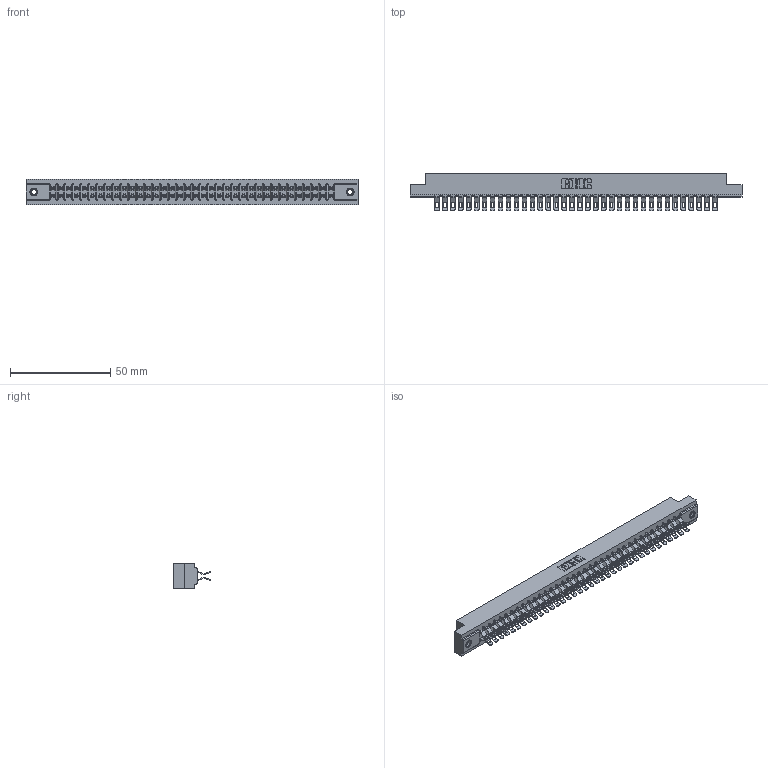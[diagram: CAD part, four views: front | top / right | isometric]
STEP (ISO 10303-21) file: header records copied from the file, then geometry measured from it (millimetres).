
FILE_DESCRIPTION (( 'STEP AP203' ), '1' );
FILE_NAME ('307-072-555-207.STEP', '2019-09-06T20:29:28', ( '' ), ( '' ), 'SwSTEP 2.0', 'SolidWorks 2016', '' );
FILE_SCHEMA (( 'CONFIG_CONTROL_DESIGN' ));
Length unit declared in the file: inch
Products named in the file (4): 307-072-555-207; 345-250-001_345-250-005-103; 307-290-001_555; 307 Part_.156 Dia Mounting Holes
Assembly tree (75 placements, depth 2):
  307-072-555-207
    307 Part_.156 Dia Mounting Holes
    307-290-001_555  x72
    345-250-001_345-250-005-103  x2
Bounding box: 165.66 x 18.75 x 12.7 mm (x, y, z)
Volume: 17774.3 mm3; surface area: 22850.7 mm2
Topology: 75 solids, 75 shells, 4607 faces, 13491 edges, 8790 vertices
Faces by surface type: plane 2550, cylinder 1967, sphere 74, cone 12, torus 4
Entity records: 34476 total; most frequent: CARTESIAN_POINT 5631, ORIENTED_EDGE 5576, DIRECTION 5534, EDGE_CURVE 2788, LINE 2124, VECTOR 2124, VERTEX_POINT 1802, AXIS2_PLACEMENT_3D 1705
